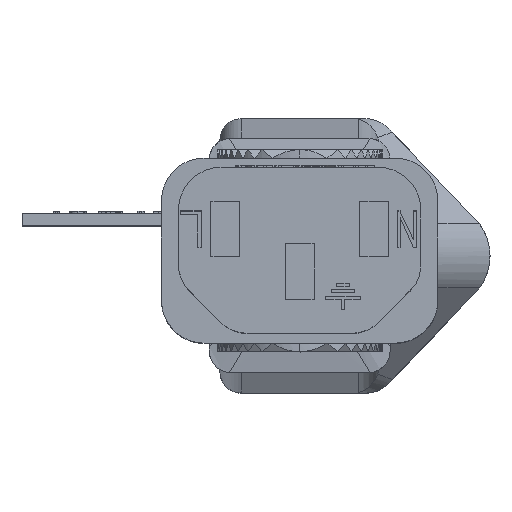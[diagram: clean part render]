
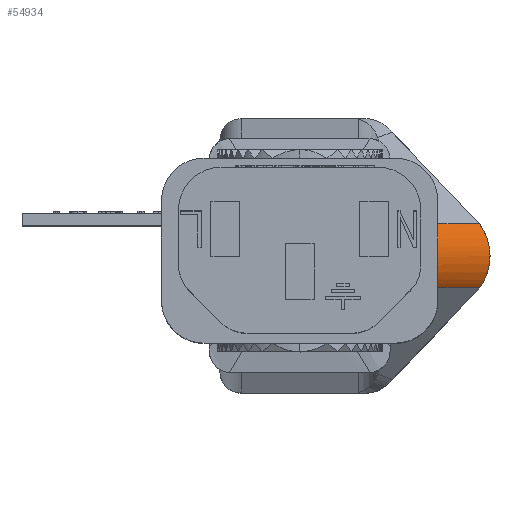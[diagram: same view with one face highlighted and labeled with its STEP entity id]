
A CAD part, top view. The second image highlights one B-rep face of the part: STEP entity #54934.
In plain terms, the highlighted cylindrical face has radius 5 mm (diameter 10 mm), a partial arc.
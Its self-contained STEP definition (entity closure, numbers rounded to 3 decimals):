
#229 = AXIS2_PLACEMENT_3D ( 'NONE', #2620, #11544, #11736 ) ;
#723 = CARTESIAN_POINT ( 'NONE',  ( 8.17, 3.014, -3.129 ) ) ;
#952 = B_SPLINE_CURVE_WITH_KNOTS ( 'NONE', 3,
 ( #42089, #16288, #16867, #55662, #38673, #55859, #51878, #8274, #29905, #21585, #47165, #43223, #46798, #17245, #20820, #42478, #38862, #30098 ),
 .UNSPECIFIED., .F., .F.,
 ( 4, 2, 2, 2, 2, 2, 2, 2, 4 ),
 ( 0., 0.001, 0.001, 0.002, 0.002, 0.003, 0.004, 0.004, 0.005 ),
 .UNSPECIFIED. ) ;
#1068 = EDGE_CURVE ( 'NONE', #12468, #5803, #19798, .T. ) ;
#1736 = FACE_OUTER_BOUND ( 'NONE', #18115, .T. ) ;
#2224 =( BOUNDED_CURVE ( )  B_SPLINE_CURVE ( 3, ( #3660, #51080, #29471, #55607 ),
 .UNSPECIFIED., .F., .F. ) 
 B_SPLINE_CURVE_WITH_KNOTS ( ( 4, 4 ),
 ( 2.494, 2.674 ),
 .UNSPECIFIED. ) 
 CURVE ( )  GEOMETRIC_REPRESENTATION_ITEM ( )  RATIONAL_B_SPLINE_CURVE ( ( 1., 0.997, 0.997, 1. ) ) 
 REPRESENTATION_ITEM ( '' )  );
#2620 = CARTESIAN_POINT ( 'NONE',  ( 10.532, 0., 3.732 ) ) ;
#3660 = CARTESIAN_POINT ( 'NONE',  ( 12.225, 3.014, 0. ) ) ;
#4198 = EDGE_CURVE ( 'NONE', #33995, #40391, #2224, .T. ) ;
#4977 = CARTESIAN_POINT ( 'NONE',  ( 0.285, -2.138, -10.05 ) ) ;
#5795 = CARTESIAN_POINT ( 'NONE',  ( 0.059, -3.014, -9.388 ) ) ;
#5803 = VERTEX_POINT ( 'NONE', #52204 ) ;
#6458 = ORIENTED_EDGE ( 'NONE', *, *, #39390, .T. ) ;
#7893 = CARTESIAN_POINT ( 'NONE',  ( 0.404, 0., -10.399 ) ) ;
#8274 = CARTESIAN_POINT ( 'NONE',  ( 13.279, 0.388, -0.449 ) ) ;
#9325 = CARTESIAN_POINT ( 'NONE',  ( 0.059, -3.014, -9.388 ) ) ;
#9815 = CARTESIAN_POINT ( 'NONE',  ( 0.059, 3.014, -9.388 ) ) ;
#10265 =( BOUNDED_CURVE ( )  B_SPLINE_CURVE ( 3, ( #13004, #21936, #17405, #21737 ),
 .UNSPECIFIED., .F., .F. ) 
 B_SPLINE_CURVE_WITH_KNOTS ( ( 4, 4 ),
 ( 3.61, 3.789 ),
 .UNSPECIFIED. ) 
 CURVE ( )  GEOMETRIC_REPRESENTATION_ITEM ( )  RATIONAL_B_SPLINE_CURVE ( ( 1., 0.997, 0.997, 1. ) ) 
 REPRESENTATION_ITEM ( '' )  );
#11544 = DIRECTION ( 'NONE',  ( -0.792, 0., -0.611 ) ) ;
#11736 = DIRECTION ( 'NONE',  ( -0.611, 0., 0.792 ) ) ;
#12169 = VERTEX_POINT ( 'NONE', #31838 ) ;
#12468 = VERTEX_POINT ( 'NONE', #12480 ) ;
#12480 = CARTESIAN_POINT ( 'NONE',  ( 0.059, 3.014, -9.388 ) ) ;
#13004 = CARTESIAN_POINT ( 'NONE',  ( 13., -2.255, 0. ) ) ;
#14770 = ORIENTED_EDGE ( 'NONE', *, *, #26507, .T. ) ;
#16288 = CARTESIAN_POINT ( 'NONE',  ( 13., 2.088, -0.107 ) ) ;
#16867 = CARTESIAN_POINT ( 'NONE',  ( 13.03, 1.907, -0.183 ) ) ;
#17245 = CARTESIAN_POINT ( 'NONE',  ( 13.135, -1.352, -0.345 ) ) ;
#17405 = CARTESIAN_POINT ( 'NONE',  ( 12.52, -2.776, 0. ) ) ;
#18115 = EDGE_LOOP ( 'NONE', ( #52031, #6458, #14770, #37623, #50607, #41560, #55572 ) ) ;
#19435 = B_SPLINE_CURVE_WITH_KNOTS ( 'NONE', 3,
 ( #9815, #40195, #723, #48885 ),
 .UNSPECIFIED., .F., .F.,
 ( 4, 4 ),
 ( 0., 1. ),
 .UNSPECIFIED. ) ;
#19798 =( BOUNDED_CURVE ( )  B_SPLINE_CURVE ( 3, ( #39116, #39669, #25995, #30917 ),
 .UNSPECIFIED., .F., .F. ) 
 B_SPLINE_CURVE_WITH_KNOTS ( ( 4, 4 ),
 ( 5.636, 6.283 ),
 .UNSPECIFIED. ) 
 CURVE ( )  GEOMETRIC_REPRESENTATION_ITEM ( )  RATIONAL_B_SPLINE_CURVE ( ( 1., 0.965, 0.965, 1. ) ) 
 REPRESENTATION_ITEM ( '' )  );
#20820 = CARTESIAN_POINT ( 'NONE',  ( 13.096, -1.539, -0.303 ) ) ;
#21078 = CARTESIAN_POINT ( 'NONE',  ( 13., 2.255, 0. ) ) ;
#21585 = CARTESIAN_POINT ( 'NONE',  ( 13.291, -0.195, -0.454 ) ) ;
#21737 = CARTESIAN_POINT ( 'NONE',  ( 12.225, -3.014, 0. ) ) ;
#21936 = CARTESIAN_POINT ( 'NONE',  ( 12.779, -2.522, 0. ) ) ;
#23189 =( BOUNDED_CURVE ( )  B_SPLINE_CURVE ( 3, ( #7893, #42657, #4977, #9325 ),
 .UNSPECIFIED., .F., .F. ) 
 B_SPLINE_CURVE_WITH_KNOTS ( ( 4, 4 ),
 ( 0., 0.647 ),
 .UNSPECIFIED. ) 
 CURVE ( )  GEOMETRIC_REPRESENTATION_ITEM ( )  RATIONAL_B_SPLINE_CURVE ( ( 1., 0.965, 0.965, 1. ) ) 
 REPRESENTATION_ITEM ( '' )  );
#25995 = CARTESIAN_POINT ( 'NONE',  ( 0.404, 1.098, -10.399 ) ) ;
#26274 = VERTEX_POINT ( 'NONE', #42259 ) ;
#26507 = EDGE_CURVE ( 'NONE', #26511, #12169, #10265, .T. ) ;
#26511 = VERTEX_POINT ( 'NONE', #40679 ) ;
#29471 = CARTESIAN_POINT ( 'NONE',  ( 12.779, 2.522, 0. ) ) ;
#29905 = CARTESIAN_POINT ( 'NONE',  ( 13.291, 0.194, -0.454 ) ) ;
#30098 = CARTESIAN_POINT ( 'NONE',  ( 13., -2.255, 0. ) ) ;
#30917 = CARTESIAN_POINT ( 'NONE',  ( 0.404, 0., -10.399 ) ) ;
#31838 = CARTESIAN_POINT ( 'NONE',  ( 12.225, -3.014, 0. ) ) ;
#33995 = VERTEX_POINT ( 'NONE', #49381 ) ;
#37217 = EDGE_CURVE ( 'NONE', #12468, #33995, #19435, .T. ) ;
#37254 = VECTOR ( 'NONE', #48852, 1000. ) ;
#37623 = ORIENTED_EDGE ( 'NONE', *, *, #37744, .F. ) ;
#37744 = EDGE_CURVE ( 'NONE', #26274, #12169, #39309, .T. ) ;
#38673 = CARTESIAN_POINT ( 'NONE',  ( 13.135, 1.351, -0.345 ) ) ;
#38862 = CARTESIAN_POINT ( 'NONE',  ( 13., -2.088, -0.107 ) ) ;
#39116 = CARTESIAN_POINT ( 'NONE',  ( 0.059, 3.014, -9.388 ) ) ;
#39309 = LINE ( 'NONE', #5795, #37254 ) ;
#39390 = EDGE_CURVE ( 'NONE', #40391, #26511, #952, .T. ) ;
#39669 = CARTESIAN_POINT ( 'NONE',  ( 0.285, 2.138, -10.05 ) ) ;
#40195 = CARTESIAN_POINT ( 'NONE',  ( 4.114, 3.014, -6.259 ) ) ;
#40391 = VERTEX_POINT ( 'NONE', #21078 ) ;
#40679 = CARTESIAN_POINT ( 'NONE',  ( 13., -2.255, 0. ) ) ;
#41560 = ORIENTED_EDGE ( 'NONE', *, *, #1068, .F. ) ;
#42089 = CARTESIAN_POINT ( 'NONE',  ( 13., 2.255, 0. ) ) ;
#42259 = CARTESIAN_POINT ( 'NONE',  ( 0.059, -3.014, -9.388 ) ) ;
#42478 = CARTESIAN_POINT ( 'NONE',  ( 13.03, -1.908, -0.183 ) ) ;
#42657 = CARTESIAN_POINT ( 'NONE',  ( 0.404, -1.098, -10.399 ) ) ;
#43223 = CARTESIAN_POINT ( 'NONE',  ( 13.236, -0.778, -0.425 ) ) ;
#43460 = EDGE_CURVE ( 'NONE', #5803, #26274, #23189, .T. ) ;
#46798 = CARTESIAN_POINT ( 'NONE',  ( 13.204, -0.972, -0.406 ) ) ;
#47165 = CARTESIAN_POINT ( 'NONE',  ( 13.279, -0.39, -0.449 ) ) ;
#48852 = DIRECTION ( 'NONE',  ( 0.792, 0., 0.611 ) ) ;
#48885 = CARTESIAN_POINT ( 'NONE',  ( 12.225, 3.014, 0. ) ) ;
#49259 = CYLINDRICAL_SURFACE ( 'NONE', #229, 5. ) ;
#49381 = CARTESIAN_POINT ( 'NONE',  ( 12.225, 3.014, 0. ) ) ;
#50607 = ORIENTED_EDGE ( 'NONE', *, *, #43460, .F. ) ;
#51080 = CARTESIAN_POINT ( 'NONE',  ( 12.52, 2.776, 0. ) ) ;
#51878 = CARTESIAN_POINT ( 'NONE',  ( 13.236, 0.778, -0.425 ) ) ;
#52031 = ORIENTED_EDGE ( 'NONE', *, *, #4198, .T. ) ;
#52204 = CARTESIAN_POINT ( 'NONE',  ( 0.404, 0., -10.399 ) ) ;
#54934 = ADVANCED_FACE ( 'NONE', ( #1736 ), #49259, .T. ) ;
#55572 = ORIENTED_EDGE ( 'NONE', *, *, #37217, .T. ) ;
#55607 = CARTESIAN_POINT ( 'NONE',  ( 13., 2.255, 0. ) ) ;
#55662 = CARTESIAN_POINT ( 'NONE',  ( 13.097, 1.538, -0.303 ) ) ;
#55859 = CARTESIAN_POINT ( 'NONE',  ( 13.204, 0.971, -0.406 ) ) ;
